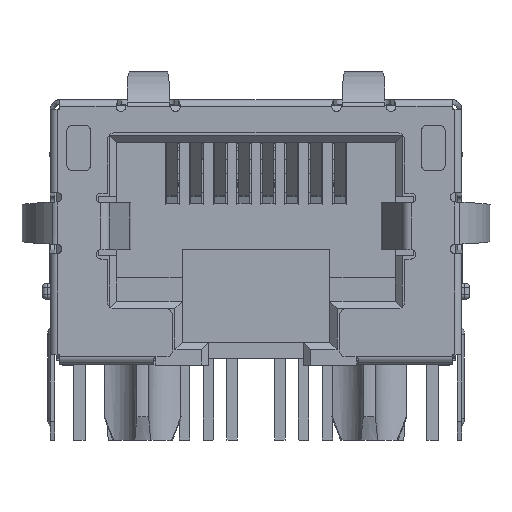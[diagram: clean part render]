
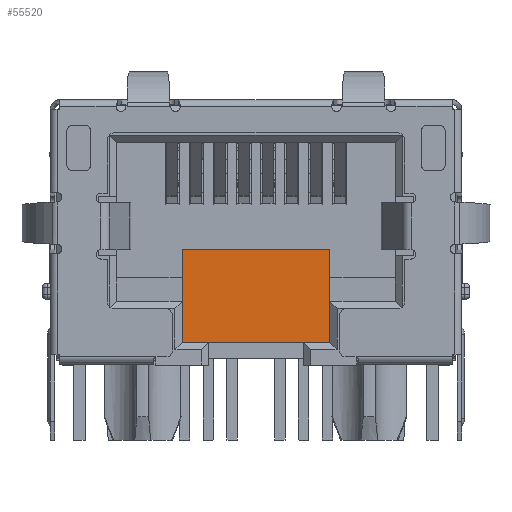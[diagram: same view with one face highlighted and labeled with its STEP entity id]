
A CAD part, front view. The second image highlights one B-rep face of the part: STEP entity #55520.
In plain terms, the highlighted face is planar.
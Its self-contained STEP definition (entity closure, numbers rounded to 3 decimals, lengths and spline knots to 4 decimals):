
#3196=LINE('',#75921,#7992);
#3421=LINE('',#76408,#8217);
#3423=LINE('',#76412,#8219);
#3424=LINE('',#76414,#8220);
#7992=VECTOR('',#63665,1000.);
#8217=VECTOR('',#64132,1000.);
#8219=VECTOR('',#64136,1000.);
#8220=VECTOR('',#64139,1000.);
#15834=ORIENTED_EDGE('',*,*,#25596,.F.);
#15835=ORIENTED_EDGE('',*,*,#25594,.F.);
#15836=ORIENTED_EDGE('',*,*,#25597,.F.);
#15837=ORIENTED_EDGE('',*,*,#25352,.F.);
#25352=EDGE_CURVE('',#30673,#30674,#3196,.T.);
#25594=EDGE_CURVE('',#30814,#30815,#3421,.T.);
#25596=EDGE_CURVE('',#30815,#30673,#3423,.T.);
#25597=EDGE_CURVE('',#30674,#30814,#3424,.T.);
#30673=VERTEX_POINT('',#75920);
#30674=VERTEX_POINT('',#75922);
#30814=VERTEX_POINT('',#76407);
#30815=VERTEX_POINT('',#76409);
#34275=EDGE_LOOP('',(#15834,#15835,#15836,#15837));
#36633=FACE_BOUND('',#34275,.T.);
#38761=PLANE('',#58013);
#55520=ADVANCED_FACE('',(#36633),#38761,.T.);
#58013=AXIS2_PLACEMENT_3D('',#76413,#64137,#64138);
#63665=DIRECTION('',(0.,-1.,0.));
#64132=DIRECTION('',(0.,1.,0.));
#64136=DIRECTION('',(1.,0.,0.));
#64137=DIRECTION('',(0.,0.,1.));
#64138=DIRECTION('',(-1.,0.,0.));
#64139=DIRECTION('',(-1.,0.,0.));
#75920=CARTESIAN_POINT('',(3.15,-6.38,-11.));
#75921=CARTESIAN_POINT('',(3.15,-6.38,-11.));
#75922=CARTESIAN_POINT('',(3.15,-10.32,-11.));
#76407=CARTESIAN_POINT('',(-3.15,-10.32,-11.));
#76408=CARTESIAN_POINT('',(-3.15,-10.32,-11.));
#76409=CARTESIAN_POINT('',(-3.15,-6.38,-11.));
#76412=CARTESIAN_POINT('',(-3.15,-6.38,-11.));
#76413=CARTESIAN_POINT('',(0.,-8.35,-11.));
#76414=CARTESIAN_POINT('',(3.15,-10.32,-11.));
